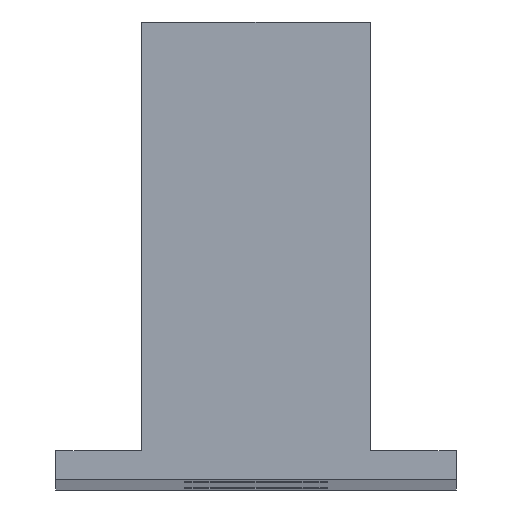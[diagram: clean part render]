
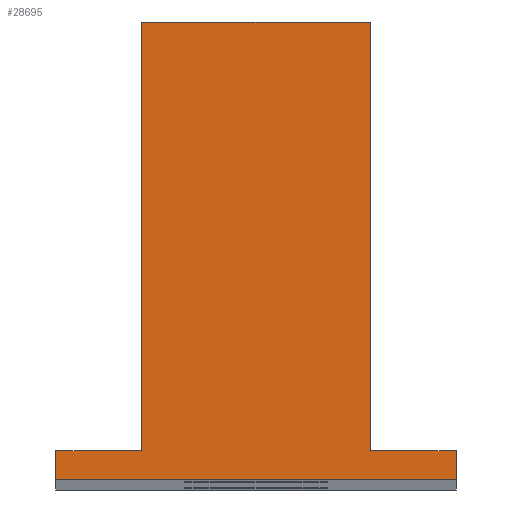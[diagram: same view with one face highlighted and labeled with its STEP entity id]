
A CAD part, top view. The second image highlights one B-rep face of the part: STEP entity #28695.
In plain terms, the highlighted planar face has unit normal (0, 0, 1).
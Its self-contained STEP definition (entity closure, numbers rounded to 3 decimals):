
#44 = PLANE('',#45);
#45 = AXIS2_PLACEMENT_3D('',#46,#47,#48);
#46 = CARTESIAN_POINT('',(11.,5.132,105.
    ));
#47 = DIRECTION('',(1.,0.,0.));
#48 = DIRECTION('',(0.,1.,0.));
#100 = PLANE('',#101);
#101 = AXIS2_PLACEMENT_3D('',#102,#103,#104);
#102 = CARTESIAN_POINT('',(3.,5.132,105.
    ));
#103 = DIRECTION('',(-1.,0.,0.));
#104 = DIRECTION('',(0.,-1.,0.));
#189 = VERTEX_POINT('',#190);
#190 = CARTESIAN_POINT('',(3.,1.,210.));
#204 = PLANE('',#205);
#205 = AXIS2_PLACEMENT_3D('',#206,#207,#208);
#206 = CARTESIAN_POINT('',(1.5,1.,105.));
#207 = DIRECTION('',(0.,1.,0.));
#208 = DIRECTION('',(0.,0.,1.));
#216 = EDGE_CURVE('',#189,#217,#219,.T.);
#217 = VERTEX_POINT('',#218);
#218 = CARTESIAN_POINT('',(3.,16.,210.));
#219 = SURFACE_CURVE('',#220,(#224,#231),.PCURVE_S1.);
#220 = LINE('',#221,#222);
#221 = CARTESIAN_POINT('',(3.,1.,210.));
#222 = VECTOR('',#223,1.);
#223 = DIRECTION('',(0.,1.,0.));
#224 = PCURVE('',#100,#225);
#225 = DEFINITIONAL_REPRESENTATION('',(#226),#230);
#226 = LINE('',#227,#228);
#227 = CARTESIAN_POINT('',(4.132,105.));
#228 = VECTOR('',#229,1.);
#229 = DIRECTION('',(-1.,0.));
#230 = ( GEOMETRIC_REPRESENTATION_CONTEXT(2) 
PARAMETRIC_REPRESENTATION_CONTEXT() REPRESENTATION_CONTEXT('2D SPACE',''
  ) );
#231 = PCURVE('',#232,#237);
#232 = PLANE('',#233);
#233 = AXIS2_PLACEMENT_3D('',#234,#235,#236);
#234 = CARTESIAN_POINT('',(7.,6.5,210.));
#235 = DIRECTION('',(0.,0.,1.));
#236 = DIRECTION('',(1.,0.,0.));
#237 = DEFINITIONAL_REPRESENTATION('',(#238),#242);
#238 = LINE('',#239,#240);
#239 = CARTESIAN_POINT('',(-4.,-5.5));
#240 = VECTOR('',#241,1.);
#241 = DIRECTION('',(0.,1.));
#242 = ( GEOMETRIC_REPRESENTATION_CONTEXT(2) 
PARAMETRIC_REPRESENTATION_CONTEXT() REPRESENTATION_CONTEXT('2D SPACE',''
  ) );
#260 = PLANE('',#261);
#261 = AXIS2_PLACEMENT_3D('',#262,#263,#264);
#262 = CARTESIAN_POINT('',(7.,16.,207.));
#263 = DIRECTION('',(0.,1.,0.));
#264 = DIRECTION('',(0.,0.,1.));
#2078 = EDGE_CURVE('',#2079,#2081,#2083,.T.);
#2079 = VERTEX_POINT('',#2080);
#2080 = CARTESIAN_POINT('',(14.,0.,210.));
#2081 = VERTEX_POINT('',#2082);
#2082 = CARTESIAN_POINT('',(0.,0.,210.));
#2083 = SURFACE_CURVE('',#2084,(#2088,#2100),.PCURVE_S1.);
#2084 = LINE('',#2085,#2086);
#2085 = CARTESIAN_POINT('',(14.,0.,210.));
#2086 = VECTOR('',#2087,1.);
#2087 = DIRECTION('',(-1.,0.,0.));
#2088 = PCURVE('',#2089,#2094);
#2089 = PLANE('',#2090);
#2090 = AXIS2_PLACEMENT_3D('',#2091,#2092,#2093);
#2091 = CARTESIAN_POINT('',(7.,0.,105.));
#2092 = DIRECTION('',(-0.,-1.,-0.));
#2093 = DIRECTION('',(0.,0.,-1.));
#2094 = DEFINITIONAL_REPRESENTATION('',(#2095),#2099);
#2095 = LINE('',#2096,#2097);
#2096 = CARTESIAN_POINT('',(-105.,7.));
#2097 = VECTOR('',#2098,1.);
#2098 = DIRECTION('',(0.,-1.));
#2099 = ( GEOMETRIC_REPRESENTATION_CONTEXT(2) 
PARAMETRIC_REPRESENTATION_CONTEXT() REPRESENTATION_CONTEXT('2D SPACE',''
  ) );
#2100 = PCURVE('',#232,#2101);
#2101 = DEFINITIONAL_REPRESENTATION('',(#2102),#2106);
#2102 = LINE('',#2103,#2104);
#2103 = CARTESIAN_POINT('',(7.,-6.5));
#2104 = VECTOR('',#2105,1.);
#2105 = DIRECTION('',(-1.,0.));
#2106 = ( GEOMETRIC_REPRESENTATION_CONTEXT(2) 
PARAMETRIC_REPRESENTATION_CONTEXT() REPRESENTATION_CONTEXT('2D SPACE',''
  ) );
#2124 = PLANE('',#2125);
#2125 = AXIS2_PLACEMENT_3D('',#2126,#2127,#2128);
#2126 = CARTESIAN_POINT('',(0.,0.5,105.));
#2127 = DIRECTION('',(-1.,-0.,-0.));
#2128 = DIRECTION('',(0.,0.,-1.));
#2173 = PLANE('',#2174);
#2174 = AXIS2_PLACEMENT_3D('',#2175,#2176,#2177);
#2175 = CARTESIAN_POINT('',(14.,0.5,105.));
#2176 = DIRECTION('',(1.,0.,0.));
#2177 = DIRECTION('',(0.,0.,1.));
#6231 = VERTEX_POINT('',#6232);
#6232 = CARTESIAN_POINT('',(14.,1.,210.));
#6246 = PLANE('',#6247);
#6247 = AXIS2_PLACEMENT_3D('',#6248,#6249,#6250);
#6248 = CARTESIAN_POINT('',(12.5,1.,105.));
#6249 = DIRECTION('',(0.,1.,0.));
#6250 = DIRECTION('',(0.,0.,1.));
#6258 = EDGE_CURVE('',#6231,#2079,#6259,.T.);
#6259 = SURFACE_CURVE('',#6260,(#6264,#6271),.PCURVE_S1.);
#6260 = LINE('',#6261,#6262);
#6261 = CARTESIAN_POINT('',(14.,1.,210.));
#6262 = VECTOR('',#6263,1.);
#6263 = DIRECTION('',(0.,-1.,0.));
#6264 = PCURVE('',#2173,#6265);
#6265 = DEFINITIONAL_REPRESENTATION('',(#6266),#6270);
#6266 = LINE('',#6267,#6268);
#6267 = CARTESIAN_POINT('',(105.,-0.5));
#6268 = VECTOR('',#6269,1.);
#6269 = DIRECTION('',(0.,1.));
#6270 = ( GEOMETRIC_REPRESENTATION_CONTEXT(2) 
PARAMETRIC_REPRESENTATION_CONTEXT() REPRESENTATION_CONTEXT('2D SPACE',''
  ) );
#6271 = PCURVE('',#232,#6272);
#6272 = DEFINITIONAL_REPRESENTATION('',(#6273),#6277);
#6273 = LINE('',#6274,#6275);
#6274 = CARTESIAN_POINT('',(7.,-5.5));
#6275 = VECTOR('',#6276,1.);
#6276 = DIRECTION('',(0.,-1.));
#6277 = ( GEOMETRIC_REPRESENTATION_CONTEXT(2) 
PARAMETRIC_REPRESENTATION_CONTEXT() REPRESENTATION_CONTEXT('2D SPACE',''
  ) );
#6305 = EDGE_CURVE('',#2081,#6306,#6308,.T.);
#6306 = VERTEX_POINT('',#6307);
#6307 = CARTESIAN_POINT('',(0.,1.,210.));
#6308 = SURFACE_CURVE('',#6309,(#6313,#6320),.PCURVE_S1.);
#6309 = LINE('',#6310,#6311);
#6310 = CARTESIAN_POINT('',(0.,0.,210.));
#6311 = VECTOR('',#6312,1.);
#6312 = DIRECTION('',(0.,1.,0.));
#6313 = PCURVE('',#2124,#6314);
#6314 = DEFINITIONAL_REPRESENTATION('',(#6315),#6319);
#6315 = LINE('',#6316,#6317);
#6316 = CARTESIAN_POINT('',(-105.,0.5));
#6317 = VECTOR('',#6318,1.);
#6318 = DIRECTION('',(0.,-1.));
#6319 = ( GEOMETRIC_REPRESENTATION_CONTEXT(2) 
PARAMETRIC_REPRESENTATION_CONTEXT() REPRESENTATION_CONTEXT('2D SPACE',''
  ) );
#6320 = PCURVE('',#232,#6321);
#6321 = DEFINITIONAL_REPRESENTATION('',(#6322),#6326);
#6322 = LINE('',#6323,#6324);
#6323 = CARTESIAN_POINT('',(-7.,-6.5));
#6324 = VECTOR('',#6325,1.);
#6325 = DIRECTION('',(0.,1.));
#6326 = ( GEOMETRIC_REPRESENTATION_CONTEXT(2) 
PARAMETRIC_REPRESENTATION_CONTEXT() REPRESENTATION_CONTEXT('2D SPACE',''
  ) );
#6376 = EDGE_CURVE('',#6306,#189,#6377,.T.);
#6377 = SURFACE_CURVE('',#6378,(#6382,#6389),.PCURVE_S1.);
#6378 = LINE('',#6379,#6380);
#6379 = CARTESIAN_POINT('',(0.,1.,210.));
#6380 = VECTOR('',#6381,1.);
#6381 = DIRECTION('',(1.,0.,0.));
#6382 = PCURVE('',#204,#6383);
#6383 = DEFINITIONAL_REPRESENTATION('',(#6384),#6388);
#6384 = LINE('',#6385,#6386);
#6385 = CARTESIAN_POINT('',(105.,-1.5));
#6386 = VECTOR('',#6387,1.);
#6387 = DIRECTION('',(0.,1.));
#6388 = ( GEOMETRIC_REPRESENTATION_CONTEXT(2) 
PARAMETRIC_REPRESENTATION_CONTEXT() REPRESENTATION_CONTEXT('2D SPACE',''
  ) );
#6389 = PCURVE('',#232,#6390);
#6390 = DEFINITIONAL_REPRESENTATION('',(#6391),#6395);
#6391 = LINE('',#6392,#6393);
#6392 = CARTESIAN_POINT('',(-7.,-5.5));
#6393 = VECTOR('',#6394,1.);
#6394 = DIRECTION('',(1.,0.));
#6395 = ( GEOMETRIC_REPRESENTATION_CONTEXT(2) 
PARAMETRIC_REPRESENTATION_CONTEXT() REPRESENTATION_CONTEXT('2D SPACE',''
  ) );
#6423 = VERTEX_POINT('',#6424);
#6424 = CARTESIAN_POINT('',(11.,1.,210.));
#6447 = EDGE_CURVE('',#6423,#6231,#6448,.T.);
#6448 = SURFACE_CURVE('',#6449,(#6453,#6460),.PCURVE_S1.);
#6449 = LINE('',#6450,#6451);
#6450 = CARTESIAN_POINT('',(11.,1.,210.));
#6451 = VECTOR('',#6452,1.);
#6452 = DIRECTION('',(1.,0.,0.));
#6453 = PCURVE('',#6246,#6454);
#6454 = DEFINITIONAL_REPRESENTATION('',(#6455),#6459);
#6455 = LINE('',#6456,#6457);
#6456 = CARTESIAN_POINT('',(105.,-1.5));
#6457 = VECTOR('',#6458,1.);
#6458 = DIRECTION('',(0.,1.));
#6459 = ( GEOMETRIC_REPRESENTATION_CONTEXT(2) 
PARAMETRIC_REPRESENTATION_CONTEXT() REPRESENTATION_CONTEXT('2D SPACE',''
  ) );
#6460 = PCURVE('',#232,#6461);
#6461 = DEFINITIONAL_REPRESENTATION('',(#6462),#6466);
#6462 = LINE('',#6463,#6464);
#6463 = CARTESIAN_POINT('',(4.,-5.5));
#6464 = VECTOR('',#6465,1.);
#6465 = DIRECTION('',(1.,0.));
#6466 = ( GEOMETRIC_REPRESENTATION_CONTEXT(2) 
PARAMETRIC_REPRESENTATION_CONTEXT() REPRESENTATION_CONTEXT('2D SPACE',''
  ) );
#6493 = EDGE_CURVE('',#217,#6494,#6496,.T.);
#6494 = VERTEX_POINT('',#6495);
#6495 = CARTESIAN_POINT('',(11.,16.,210.));
#6496 = SURFACE_CURVE('',#6497,(#6501,#6508),.PCURVE_S1.);
#6497 = LINE('',#6498,#6499);
#6498 = CARTESIAN_POINT('',(3.,16.,210.));
#6499 = VECTOR('',#6500,1.);
#6500 = DIRECTION('',(1.,0.,0.));
#6501 = PCURVE('',#260,#6502);
#6502 = DEFINITIONAL_REPRESENTATION('',(#6503),#6507);
#6503 = LINE('',#6504,#6505);
#6504 = CARTESIAN_POINT('',(3.,-4.));
#6505 = VECTOR('',#6506,1.);
#6506 = DIRECTION('',(0.,1.));
#6507 = ( GEOMETRIC_REPRESENTATION_CONTEXT(2) 
PARAMETRIC_REPRESENTATION_CONTEXT() REPRESENTATION_CONTEXT('2D SPACE',''
  ) );
#6508 = PCURVE('',#232,#6509);
#6509 = DEFINITIONAL_REPRESENTATION('',(#6510),#6514);
#6510 = LINE('',#6511,#6512);
#6511 = CARTESIAN_POINT('',(-4.,9.5));
#6512 = VECTOR('',#6513,1.);
#6513 = DIRECTION('',(1.,0.));
#6514 = ( GEOMETRIC_REPRESENTATION_CONTEXT(2) 
PARAMETRIC_REPRESENTATION_CONTEXT() REPRESENTATION_CONTEXT('2D SPACE',''
  ) );
#28674 = EDGE_CURVE('',#6494,#6423,#28675,.T.);
#28675 = SURFACE_CURVE('',#28676,(#28680,#28687),.PCURVE_S1.);
#28676 = LINE('',#28677,#28678);
#28677 = CARTESIAN_POINT('',(11.,16.,210.));
#28678 = VECTOR('',#28679,1.);
#28679 = DIRECTION('',(0.,-1.,0.));
#28680 = PCURVE('',#44,#28681);
#28681 = DEFINITIONAL_REPRESENTATION('',(#28682),#28686);
#28682 = LINE('',#28683,#28684);
#28683 = CARTESIAN_POINT('',(10.868,105.));
#28684 = VECTOR('',#28685,1.);
#28685 = DIRECTION('',(-1.,0.));
#28686 = ( GEOMETRIC_REPRESENTATION_CONTEXT(2) 
PARAMETRIC_REPRESENTATION_CONTEXT() REPRESENTATION_CONTEXT('2D SPACE',''
  ) );
#28687 = PCURVE('',#232,#28688);
#28688 = DEFINITIONAL_REPRESENTATION('',(#28689),#28693);
#28689 = LINE('',#28690,#28691);
#28690 = CARTESIAN_POINT('',(4.,9.5));
#28691 = VECTOR('',#28692,1.);
#28692 = DIRECTION('',(0.,-1.));
#28693 = ( GEOMETRIC_REPRESENTATION_CONTEXT(2) 
PARAMETRIC_REPRESENTATION_CONTEXT() REPRESENTATION_CONTEXT('2D SPACE',''
  ) );
#28695 = ADVANCED_FACE('',(#28696),#232,.T.);
#28696 = FACE_BOUND('',#28697,.T.);
#28697 = EDGE_LOOP('',(#28698,#28699,#28700,#28701,#28702,#28703,#28704,
    #28705));
#28698 = ORIENTED_EDGE('',*,*,#2078,.F.);
#28699 = ORIENTED_EDGE('',*,*,#6258,.F.);
#28700 = ORIENTED_EDGE('',*,*,#6447,.F.);
#28701 = ORIENTED_EDGE('',*,*,#28674,.F.);
#28702 = ORIENTED_EDGE('',*,*,#6493,.F.);
#28703 = ORIENTED_EDGE('',*,*,#216,.F.);
#28704 = ORIENTED_EDGE('',*,*,#6376,.F.);
#28705 = ORIENTED_EDGE('',*,*,#6305,.F.);
